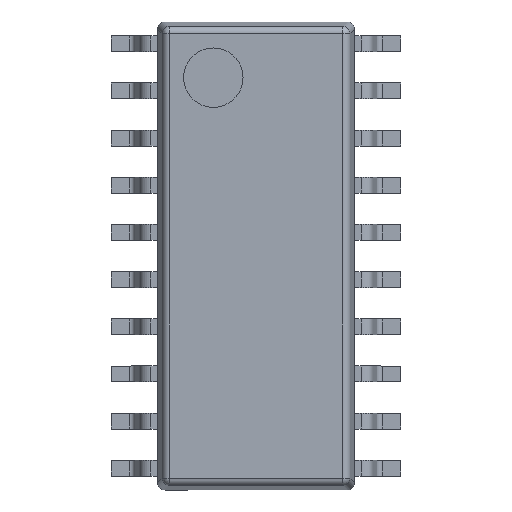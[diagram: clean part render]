
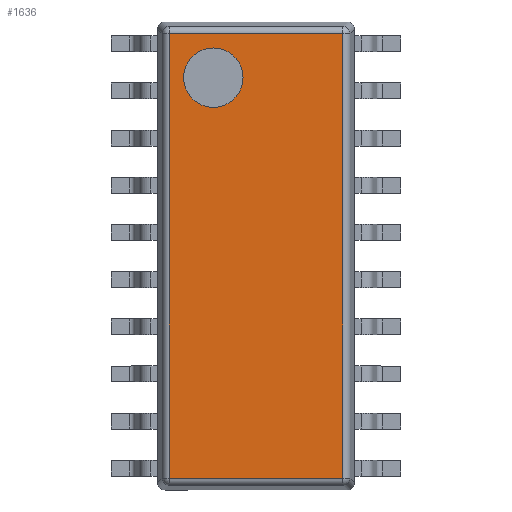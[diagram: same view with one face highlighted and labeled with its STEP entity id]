
A CAD part, top view. The second image highlights one B-rep face of the part: STEP entity #1636.
In plain terms, the highlighted face is planar.
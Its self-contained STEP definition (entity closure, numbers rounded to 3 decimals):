
#534=DIRECTION('',(-1.,0.,0.));
#535=VECTOR('',#534,11.965);
#536=CARTESIAN_POINT('',(5.982,0.85,-2.332));
#537=LINE('',#536,#535);
#548=CARTESIAN_POINT('',(-4.8,0.85,1.15));
#549=DIRECTION('',(0.,1.,0.));
#550=DIRECTION('',(1.,0.,0.));
#551=AXIS2_PLACEMENT_3D('',#548,#549,#550);
#556=CARTESIAN_POINT('',(-4.8,0.85,1.15));
#557=DIRECTION('',(0.,1.,0.));
#558=DIRECTION('',(-1.,0.,0.));
#559=AXIS2_PLACEMENT_3D('',#556,#557,#558);
#564=DIRECTION('',(1.,0.,0.));
#565=VECTOR('',#564,11.965);
#566=CARTESIAN_POINT('',(-5.982,0.85,2.332));
#567=LINE('',#566,#565);
#1058=DIRECTION('',(0.,0.,1.));
#1059=VECTOR('',#1058,4.665);
#1060=CARTESIAN_POINT('',(-5.982,0.85,-2.332));
#1061=LINE('',#1060,#1059);
#1072=DIRECTION('',(0.,0.,-1.));
#1073=VECTOR('',#1072,4.665);
#1074=CARTESIAN_POINT('',(5.982,0.85,2.332));
#1075=LINE('',#1074,#1073);
#1140=CARTESIAN_POINT('',(5.982,0.85,2.332));
#1141=CARTESIAN_POINT('',(5.982,0.85,-2.332));
#1142=VERTEX_POINT('',#1140);
#1143=VERTEX_POINT('',#1141);
#1148=CARTESIAN_POINT('',(-5.982,0.85,-2.332));
#1149=VERTEX_POINT('',#1148);
#1154=CARTESIAN_POINT('',(-5.982,0.85,2.332));
#1155=VERTEX_POINT('',#1154);
#1256=CARTESIAN_POINT('',(-4.,0.85,1.15));
#1257=CARTESIAN_POINT('',(-5.6,0.85,1.15));
#1258=VERTEX_POINT('',#1256);
#1259=VERTEX_POINT('',#1257);
#1616=CARTESIAN_POINT('',(0.,0.85,0.));
#1617=DIRECTION('',(0.,1.,0.));
#1618=DIRECTION('',(1.,0.,0.));
#1619=AXIS2_PLACEMENT_3D('',#1616,#1617,#1618);
#1620=PLANE('',#1619);
#1622=ORIENTED_EDGE('',*,*,#1621,.F.);
#1624=ORIENTED_EDGE('',*,*,#1623,.F.);
#1625=ORIENTED_EDGE('',*,*,#1607,.F.);
#1627=ORIENTED_EDGE('',*,*,#1626,.F.);
#1628=EDGE_LOOP('',(#1622,#1624,#1625,#1627));
#1629=FACE_OUTER_BOUND('',#1628,.F.);
#1631=ORIENTED_EDGE('',*,*,#1630,.T.);
#1633=ORIENTED_EDGE('',*,*,#1632,.T.);
#1634=EDGE_LOOP('',(#1631,#1633));
#1635=FACE_BOUND('',#1634,.F.);
#552=CIRCLE('',#551,0.8);
#560=CIRCLE('',#559,0.8);
#1607=EDGE_CURVE('',#1143,#1149,#537,.T.);
#1621=EDGE_CURVE('',#1155,#1142,#567,.T.);
#1623=EDGE_CURVE('',#1149,#1155,#1061,.T.);
#1626=EDGE_CURVE('',#1142,#1143,#1075,.T.);
#1630=EDGE_CURVE('',#1258,#1259,#552,.T.);
#1632=EDGE_CURVE('',#1259,#1258,#560,.T.);
#1636=ADVANCED_FACE('',(#1629,#1635),#1620,.T.);
